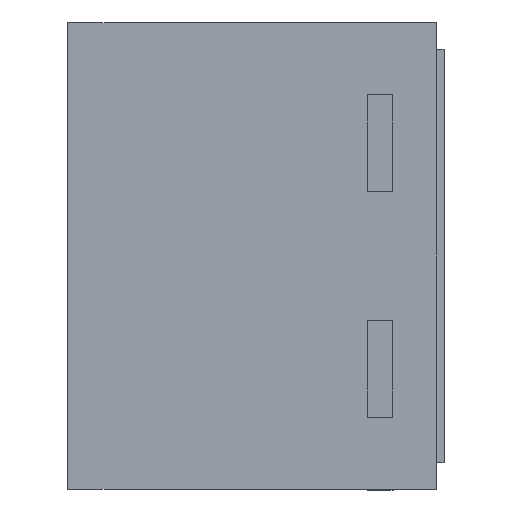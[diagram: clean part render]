
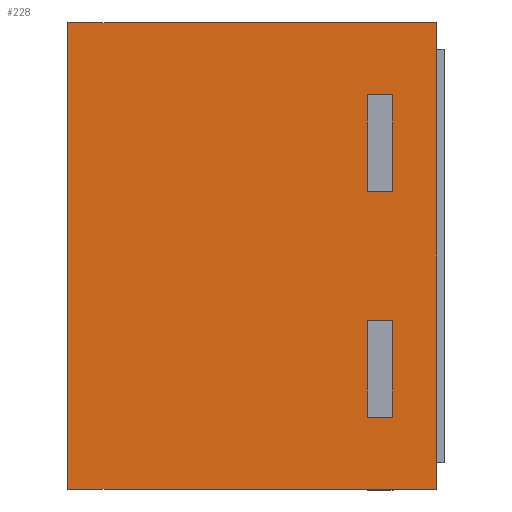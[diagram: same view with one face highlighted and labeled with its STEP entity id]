
A CAD part, left-side view. The second image highlights one B-rep face of the part: STEP entity #228.
In plain terms, the highlighted planar face has unit normal (-1, 0, 0).
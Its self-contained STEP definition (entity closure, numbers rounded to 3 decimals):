
#19 = VERTEX_POINT ( 'NONE', #208 ) ;
#20 = EDGE_CURVE ( 'NONE', #166, #1634, #334, .T. ) ;
#22 = ORIENTED_EDGE ( 'NONE', *, *, #494, .T. ) ;
#32 = DIRECTION ( 'NONE',  ( 0., 0., -1. ) ) ;
#33 = LINE ( 'NONE', #1580, #1083 ) ;
#60 = DIRECTION ( 'NONE',  ( 0., -1., 0. ) ) ;
#110 = ORIENTED_EDGE ( 'NONE', *, *, #413, .T. ) ;
#165 = DIRECTION ( 'NONE',  ( 0., 0., -1. ) ) ;
#166 = VERTEX_POINT ( 'NONE', #802 ) ;
#187 = EDGE_CURVE ( 'NONE', #229, #166, #1089, .T. ) ;
#194 = PLANE ( 'NONE',  #869 ) ;
#208 = CARTESIAN_POINT ( 'NONE',  ( -0.51, 0.058, -0.086 ) ) ;
#228 = ADVANCED_FACE ( 'NONE', ( #1046, #1505, #1627 ), #194, .F. ) ;
#229 = VERTEX_POINT ( 'NONE', #479 ) ;
#248 = ORIENTED_EDGE ( 'NONE', *, *, #20, .T. ) ;
#263 = CARTESIAN_POINT ( 'NONE',  ( -0.51, 0.49, 0.31 ) ) ;
#270 = CARTESIAN_POINT ( 'NONE',  ( -0.51, 0.49, 0.214 ) ) ;
#285 = VECTOR ( 'NONE', #907, 1000. ) ;
#312 = ORIENTED_EDGE ( 'NONE', *, *, #744, .T. ) ;
#314 = VECTOR ( 'NONE', #1037, 1000. ) ;
#321 = LINE ( 'NONE', #329, #1601 ) ;
#329 = CARTESIAN_POINT ( 'NONE',  ( -0.51, 0.49, 0.31 ) ) ;
#331 = VERTEX_POINT ( 'NONE', #1260 ) ;
#334 = LINE ( 'NONE', #775, #659 ) ;
#399 = LINE ( 'NONE', #1248, #1654 ) ;
#413 = EDGE_CURVE ( 'NONE', #1651, #229, #776, .T. ) ;
#438 = ORIENTED_EDGE ( 'NONE', *, *, #187, .T. ) ;
#475 = DIRECTION ( 'NONE',  ( 0., 0., 1. ) ) ;
#479 = CARTESIAN_POINT ( 'NONE',  ( -0.51, 0.058, 0.086 ) ) ;
#494 = EDGE_CURVE ( 'NONE', #766, #1636, #399, .T. ) ;
#521 = LINE ( 'NONE', #270, #1778 ) ;
#572 = CARTESIAN_POINT ( 'NONE',  ( -0.51, 0.49, -0.31 ) ) ;
#578 = DIRECTION ( 'NONE',  ( 0., -1., 0. ) ) ;
#580 = EDGE_CURVE ( 'NONE', #1636, #19, #1431, .T. ) ;
#613 = ORIENTED_EDGE ( 'NONE', *, *, #1275, .T. ) ;
#620 = CARTESIAN_POINT ( 'NONE',  ( -0.51, 0.49, 0.31 ) ) ;
#621 = VERTEX_POINT ( 'NONE', #1312 ) ;
#626 = CARTESIAN_POINT ( 'NONE',  ( -0.51, 0.49, -0.214 ) ) ;
#659 = VECTOR ( 'NONE', #475, 1000. ) ;
#677 = LINE ( 'NONE', #263, #1776 ) ;
#693 = DIRECTION ( 'NONE',  ( 0., 1., 0. ) ) ;
#744 = EDGE_CURVE ( 'NONE', #1237, #331, #1221, .T. ) ;
#752 = CARTESIAN_POINT ( 'NONE',  ( -0.51, 0.49, -0.086 ) ) ;
#766 = VERTEX_POINT ( 'NONE', #1789 ) ;
#768 = LINE ( 'NONE', #626, #314 ) ;
#775 = CARTESIAN_POINT ( 'NONE',  ( -0.51, 0.092, 0.31 ) ) ;
#776 = LINE ( 'NONE', #1308, #1168 ) ;
#802 = CARTESIAN_POINT ( 'NONE',  ( -0.51, 0.092, 0.086 ) ) ;
#828 = EDGE_CURVE ( 'NONE', #1698, #621, #677, .T. ) ;
#835 = EDGE_LOOP ( 'NONE', ( #110, #438, #248, #1772 ) ) ;
#861 = DIRECTION ( 'NONE',  ( 0., -1., 0. ) ) ;
#869 = AXIS2_PLACEMENT_3D ( 'NONE', #620, #1189, #1763 ) ;
#907 = DIRECTION ( 'NONE',  ( 0., 0., 1. ) ) ;
#930 = VECTOR ( 'NONE', #693, 1000. ) ;
#950 = EDGE_LOOP ( 'NONE', ( #1708, #613, #1438, #22 ) ) ;
#977 = DIRECTION ( 'NONE',  ( 0., 0., 1. ) ) ;
#988 = CARTESIAN_POINT ( 'NONE',  ( -0.51, 0., -0.31 ) ) ;
#1008 = LINE ( 'NONE', #572, #1420 ) ;
#1037 = DIRECTION ( 'NONE',  ( 0., 1., 0. ) ) ;
#1046 = FACE_BOUND ( 'NONE', #950, .T. ) ;
#1048 = VECTOR ( 'NONE', #578, 1000. ) ;
#1083 = VECTOR ( 'NONE', #165, 1000. ) ;
#1089 = LINE ( 'NONE', #1693, #930 ) ;
#1116 = EDGE_CURVE ( 'NONE', #1634, #1651, #521, .T. ) ;
#1168 = VECTOR ( 'NONE', #32, 1000. ) ;
#1189 = DIRECTION ( 'NONE',  ( 1., 0., 0. ) ) ;
#1221 = LINE ( 'NONE', #1799, #285 ) ;
#1237 = VERTEX_POINT ( 'NONE', #988 ) ;
#1246 = DIRECTION ( 'NONE',  ( 0., 0., 1. ) ) ;
#1248 = CARTESIAN_POINT ( 'NONE',  ( -0.51, 0.092, 0.31 ) ) ;
#1260 = CARTESIAN_POINT ( 'NONE',  ( -0.51, 0., 0.31 ) ) ;
#1275 = EDGE_CURVE ( 'NONE', #19, #1829, #33, .T. ) ;
#1300 = CARTESIAN_POINT ( 'NONE',  ( -0.51, 0.49, -0.31 ) ) ;
#1308 = CARTESIAN_POINT ( 'NONE',  ( -0.51, 0.058, 0.31 ) ) ;
#1312 = CARTESIAN_POINT ( 'NONE',  ( -0.51, 0.49, 0.31 ) ) ;
#1331 = CARTESIAN_POINT ( 'NONE',  ( -0.51, 0.058, -0.214 ) ) ;
#1348 = EDGE_CURVE ( 'NONE', #1698, #1237, #1008, .T. ) ;
#1420 = VECTOR ( 'NONE', #861, 1000. ) ;
#1424 = CARTESIAN_POINT ( 'NONE',  ( -0.51, 0.092, 0.214 ) ) ;
#1431 = LINE ( 'NONE', #752, #1048 ) ;
#1437 = EDGE_CURVE ( 'NONE', #1829, #766, #768, .T. ) ;
#1438 = ORIENTED_EDGE ( 'NONE', *, *, #1437, .T. ) ;
#1453 = EDGE_CURVE ( 'NONE', #621, #331, #321, .T. ) ;
#1505 = FACE_BOUND ( 'NONE', #835, .T. ) ;
#1577 = CARTESIAN_POINT ( 'NONE',  ( -0.51, 0.092, -0.086 ) ) ;
#1580 = CARTESIAN_POINT ( 'NONE',  ( -0.51, 0.058, 0.31 ) ) ;
#1586 = CARTESIAN_POINT ( 'NONE',  ( -0.51, 0.058, 0.214 ) ) ;
#1594 = ORIENTED_EDGE ( 'NONE', *, *, #1348, .T. ) ;
#1600 = ORIENTED_EDGE ( 'NONE', *, *, #1453, .F. ) ;
#1601 = VECTOR ( 'NONE', #60, 1000. ) ;
#1627 = FACE_OUTER_BOUND ( 'NONE', #1751, .T. ) ;
#1634 = VERTEX_POINT ( 'NONE', #1424 ) ;
#1636 = VERTEX_POINT ( 'NONE', #1577 ) ;
#1651 = VERTEX_POINT ( 'NONE', #1586 ) ;
#1654 = VECTOR ( 'NONE', #977, 1000. ) ;
#1693 = CARTESIAN_POINT ( 'NONE',  ( -0.51, 0.49, 0.086 ) ) ;
#1698 = VERTEX_POINT ( 'NONE', #1300 ) ;
#1708 = ORIENTED_EDGE ( 'NONE', *, *, #580, .T. ) ;
#1751 = EDGE_LOOP ( 'NONE', ( #312, #1600, #1761, #1594 ) ) ;
#1761 = ORIENTED_EDGE ( 'NONE', *, *, #828, .F. ) ;
#1763 = DIRECTION ( 'NONE',  ( 0., 0., -1. ) ) ;
#1772 = ORIENTED_EDGE ( 'NONE', *, *, #1116, .T. ) ;
#1776 = VECTOR ( 'NONE', #1246, 1000. ) ;
#1778 = VECTOR ( 'NONE', #1805, 1000. ) ;
#1789 = CARTESIAN_POINT ( 'NONE',  ( -0.51, 0.092, -0.214 ) ) ;
#1799 = CARTESIAN_POINT ( 'NONE',  ( -0.51, 0., 0.31 ) ) ;
#1805 = DIRECTION ( 'NONE',  ( 0., -1., 0. ) ) ;
#1829 = VERTEX_POINT ( 'NONE', #1331 ) ;
